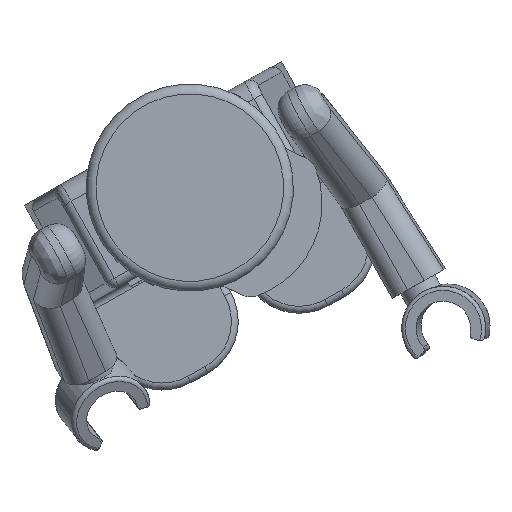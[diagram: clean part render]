
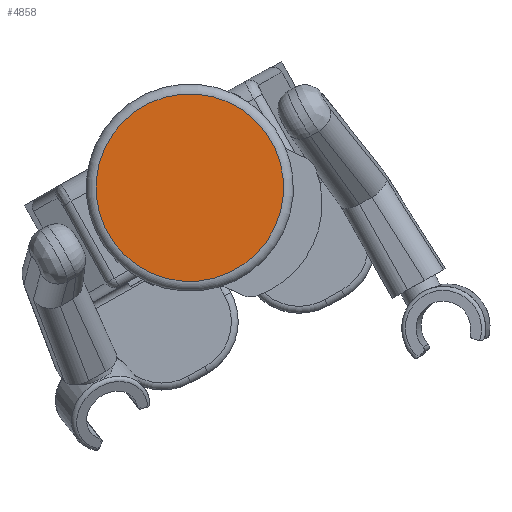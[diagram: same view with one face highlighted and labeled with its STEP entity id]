
A CAD part, top view. The second image highlights one B-rep face of the part: STEP entity #4858.
In plain terms, the highlighted face is planar.
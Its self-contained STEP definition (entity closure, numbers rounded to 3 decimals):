
#2218=ORIENTED_EDGE('',*,*,#3052,.T.);
#3052=EDGE_CURVE('',#3543,#3543,#3771,.F.);
#3543=VERTEX_POINT('',#9959);
#3771=CIRCLE('',#6928,4.779);
#4071=EDGE_LOOP('',(#2218));
#4413=FACE_BOUND('',#4071,.T.);
#4596=PLANE('',#6927);
#4858=ADVANCED_FACE('',(#4413),#4596,.F.);
#6927=AXIS2_PLACEMENT_3D('',#9957,#8217,#8218);
#6928=AXIS2_PLACEMENT_3D('',#9958,#8219,#8220);
#8217=DIRECTION('',(0.,0.,1.));
#8218=DIRECTION('',(1.,0.,0.));
#8219=DIRECTION('',(0.,0.,1.));
#8220=DIRECTION('',(1.,0.,0.));
#9957=CARTESIAN_POINT('',(0.,0.,-10.6));
#9958=CARTESIAN_POINT('',(0.,0.,-10.6));
#9959=CARTESIAN_POINT('',(4.779,0.,-10.6));
